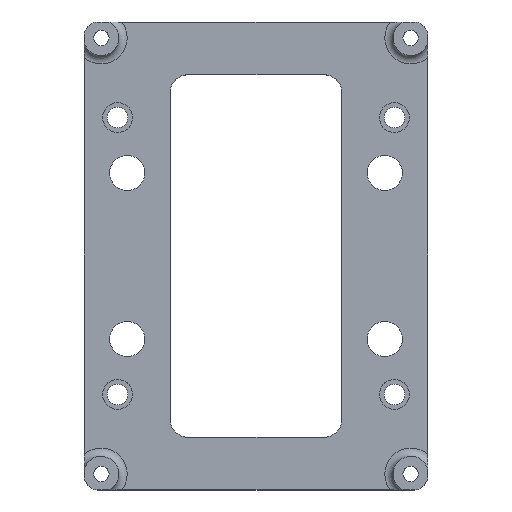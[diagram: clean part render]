
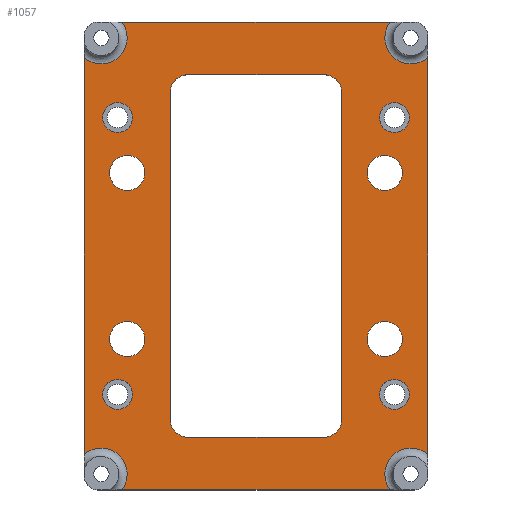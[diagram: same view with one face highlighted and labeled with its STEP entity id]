
A CAD part, top view. The second image highlights one B-rep face of the part: STEP entity #1057.
In plain terms, the highlighted planar face has unit normal (0, 0, 1).
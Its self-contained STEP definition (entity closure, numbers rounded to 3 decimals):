
#25=LINE('',#1745,#81);
#31=LINE('',#1760,#87);
#35=LINE('',#1772,#91);
#38=LINE('',#1781,#94);
#64=LINE('',#1900,#120);
#66=LINE('',#1903,#122);
#68=LINE('',#1906,#124);
#70=LINE('',#1909,#126);
#81=VECTOR('',#1335,10.);
#87=VECTOR('',#1349,10.);
#91=VECTOR('',#1361,10.);
#94=VECTOR('',#1372,10.);
#120=VECTOR('',#1504,10.);
#122=VECTOR('',#1508,10.);
#124=VECTOR('',#1512,10.);
#126=VECTOR('',#1516,10.);
#155=PLANE('',#1193);
#181=FACE_BOUND('',#342,.T.);
#182=FACE_BOUND('',#343,.T.);
#183=FACE_BOUND('',#344,.T.);
#184=FACE_BOUND('',#345,.T.);
#185=FACE_BOUND('',#346,.T.);
#186=FACE_BOUND('',#347,.T.);
#187=FACE_BOUND('',#348,.T.);
#188=FACE_BOUND('',#349,.T.);
#189=FACE_BOUND('',#350,.T.);
#259=FACE_OUTER_BOUND('',#341,.T.);
#341=EDGE_LOOP('',(#905,#906,#907,#908,#909,#910,#911,#912));
#342=EDGE_LOOP('',(#913));
#343=EDGE_LOOP('',(#914));
#344=EDGE_LOOP('',(#915));
#345=EDGE_LOOP('',(#916));
#346=EDGE_LOOP('',(#917,#918,#919,#920,#921,#922,#923,#924));
#347=EDGE_LOOP('',(#925));
#348=EDGE_LOOP('',(#926));
#349=EDGE_LOOP('',(#927));
#350=EDGE_LOOP('',(#928));
#366=CIRCLE('',#1063,2.7);
#369=CIRCLE('',#1068,2.7);
#372=CIRCLE('',#1073,2.7);
#375=CIRCLE('',#1078,2.7);
#382=CIRCLE('',#1091,4.675);
#385=CIRCLE('',#1096,4.675);
#388=CIRCLE('',#1101,4.675);
#391=CIRCLE('',#1106,4.675);
#401=CIRCLE('',#1122,3.175);
#403=CIRCLE('',#1126,3.175);
#405=CIRCLE('',#1130,3.175);
#407=CIRCLE('',#1134,3.175);
#433=CIRCLE('',#1178,3.175);
#435=CIRCLE('',#1181,3.175);
#437=CIRCLE('',#1184,3.175);
#439=CIRCLE('',#1187,3.175);
#442=VERTEX_POINT('',#1525);
#445=VERTEX_POINT('',#1533);
#448=VERTEX_POINT('',#1541);
#451=VERTEX_POINT('',#1549);
#457=VERTEX_POINT('',#1567);
#460=VERTEX_POINT('',#1583);
#463=VERTEX_POINT('',#1604);
#466=VERTEX_POINT('',#1620);
#469=VERTEX_POINT('',#1641);
#472=VERTEX_POINT('',#1657);
#475=VERTEX_POINT('',#1678);
#478=VERTEX_POINT('',#1694);
#489=VERTEX_POINT('',#1735);
#490=VERTEX_POINT('',#1736);
#493=VERTEX_POINT('',#1744);
#495=VERTEX_POINT('',#1750);
#496=VERTEX_POINT('',#1751);
#499=VERTEX_POINT('',#1762);
#500=VERTEX_POINT('',#1763);
#503=VERTEX_POINT('',#1774);
#537=VERTEX_POINT('',#1879);
#539=VERTEX_POINT('',#1884);
#541=VERTEX_POINT('',#1889);
#543=VERTEX_POINT('',#1894);
#546=EDGE_CURVE('',#442,#442,#366,.T.);
#549=EDGE_CURVE('',#445,#445,#369,.T.);
#552=EDGE_CURVE('',#448,#448,#372,.T.);
#555=EDGE_CURVE('',#451,#451,#375,.T.);
#564=EDGE_CURVE('',#460,#457,#382,.T.);
#571=EDGE_CURVE('',#466,#463,#385,.T.);
#578=EDGE_CURVE('',#472,#469,#388,.T.);
#585=EDGE_CURVE('',#478,#475,#391,.T.);
#597=EDGE_CURVE('',#489,#490,#401,.T.);
#601=EDGE_CURVE('',#493,#490,#25,.T.);
#604=EDGE_CURVE('',#495,#496,#403,.T.);
#609=EDGE_CURVE('',#489,#496,#31,.T.);
#610=EDGE_CURVE('',#499,#500,#405,.T.);
#615=EDGE_CURVE('',#495,#500,#35,.T.);
#616=EDGE_CURVE('',#493,#503,#407,.T.);
#620=EDGE_CURVE('',#499,#503,#38,.T.);
#669=EDGE_CURVE('',#537,#537,#433,.T.);
#671=EDGE_CURVE('',#539,#539,#435,.T.);
#673=EDGE_CURVE('',#541,#541,#437,.T.);
#675=EDGE_CURVE('',#543,#543,#439,.T.);
#678=EDGE_CURVE('',#478,#463,#64,.T.);
#680=EDGE_CURVE('',#472,#475,#66,.T.);
#682=EDGE_CURVE('',#460,#469,#68,.T.);
#684=EDGE_CURVE('',#466,#457,#70,.T.);
#905=ORIENTED_EDGE('',*,*,#564,.F.);
#906=ORIENTED_EDGE('',*,*,#682,.T.);
#907=ORIENTED_EDGE('',*,*,#578,.F.);
#908=ORIENTED_EDGE('',*,*,#680,.T.);
#909=ORIENTED_EDGE('',*,*,#585,.F.);
#910=ORIENTED_EDGE('',*,*,#678,.T.);
#911=ORIENTED_EDGE('',*,*,#571,.F.);
#912=ORIENTED_EDGE('',*,*,#684,.T.);
#913=ORIENTED_EDGE('',*,*,#546,.T.);
#914=ORIENTED_EDGE('',*,*,#549,.T.);
#915=ORIENTED_EDGE('',*,*,#552,.T.);
#916=ORIENTED_EDGE('',*,*,#555,.T.);
#917=ORIENTED_EDGE('',*,*,#609,.T.);
#918=ORIENTED_EDGE('',*,*,#604,.F.);
#919=ORIENTED_EDGE('',*,*,#615,.T.);
#920=ORIENTED_EDGE('',*,*,#610,.F.);
#921=ORIENTED_EDGE('',*,*,#620,.T.);
#922=ORIENTED_EDGE('',*,*,#616,.F.);
#923=ORIENTED_EDGE('',*,*,#601,.T.);
#924=ORIENTED_EDGE('',*,*,#597,.F.);
#925=ORIENTED_EDGE('',*,*,#675,.T.);
#926=ORIENTED_EDGE('',*,*,#673,.T.);
#927=ORIENTED_EDGE('',*,*,#671,.T.);
#928=ORIENTED_EDGE('',*,*,#669,.T.);
#1057=ADVANCED_FACE('',(#259,#181,#182,#183,#184,#185,#186,#187,#188,#189),
#155,.T.);
#1063=AXIS2_PLACEMENT_3D('',#1526,#1201,#1202);
#1068=AXIS2_PLACEMENT_3D('',#1534,#1211,#1212);
#1073=AXIS2_PLACEMENT_3D('',#1542,#1221,#1222);
#1078=AXIS2_PLACEMENT_3D('',#1550,#1231,#1232);
#1091=AXIS2_PLACEMENT_3D('',#1596,#1257,#1258);
#1096=AXIS2_PLACEMENT_3D('',#1633,#1269,#1270);
#1101=AXIS2_PLACEMENT_3D('',#1670,#1281,#1282);
#1106=AXIS2_PLACEMENT_3D('',#1707,#1293,#1294);
#1122=AXIS2_PLACEMENT_3D('',#1737,#1327,#1328);
#1126=AXIS2_PLACEMENT_3D('',#1752,#1340,#1341);
#1130=AXIS2_PLACEMENT_3D('',#1764,#1352,#1353);
#1134=AXIS2_PLACEMENT_3D('',#1775,#1364,#1365);
#1178=AXIS2_PLACEMENT_3D('',#1880,#1479,#1480);
#1181=AXIS2_PLACEMENT_3D('',#1885,#1485,#1486);
#1184=AXIS2_PLACEMENT_3D('',#1890,#1491,#1492);
#1187=AXIS2_PLACEMENT_3D('',#1895,#1497,#1498);
#1193=AXIS2_PLACEMENT_3D('',#1910,#1517,#1518);
#1201=DIRECTION('center_axis',(0.,0.,
-1.));
#1202=DIRECTION('ref_axis',(-1.,0.,0.));
#1211=DIRECTION('center_axis',(0.,0.,
-1.));
#1212=DIRECTION('ref_axis',(-1.,0.,0.));
#1221=DIRECTION('center_axis',(0.,0.,
-1.));
#1222=DIRECTION('ref_axis',(-1.,0.,0.));
#1231=DIRECTION('center_axis',(0.,0.,
-1.));
#1232=DIRECTION('ref_axis',(-1.,0.,0.));
#1257=DIRECTION('center_axis',(0.,0.,
1.));
#1258=DIRECTION('ref_axis',(-0.647,-0.763,0.));
#1269=DIRECTION('center_axis',(0.,0.,
1.));
#1270=DIRECTION('ref_axis',(-0.647,0.763,0.));
#1281=DIRECTION('center_axis',(0.,0.,
1.));
#1282=DIRECTION('ref_axis',(0.647,-0.763,0.));
#1293=DIRECTION('center_axis',(0.,0.,
1.));
#1294=DIRECTION('ref_axis',(0.647,0.763,0.));
#1327=DIRECTION('center_axis',(0.,0.,
1.));
#1328=DIRECTION('ref_axis',(0.707,0.707,0.));
#1335=DIRECTION('',(1.,0.,0.));
#1340=DIRECTION('center_axis',(0.,0.,
1.));
#1341=DIRECTION('ref_axis',(0.707,-0.707,0.));
#1349=DIRECTION('',(0.,-1.,0.));
#1352=DIRECTION('center_axis',(0.,0.,
1.));
#1353=DIRECTION('ref_axis',(-0.707,-0.707,0.));
#1361=DIRECTION('',(-1.,0.,0.));
#1364=DIRECTION('center_axis',(0.,0.,
1.));
#1365=DIRECTION('ref_axis',(-0.707,0.707,0.));
#1372=DIRECTION('',(0.,1.,0.));
#1479=DIRECTION('center_axis',(0.,0.,-1.));
#1480=DIRECTION('ref_axis',(-1.,0.,0.));
#1485=DIRECTION('center_axis',(0.,0.,-1.));
#1486=DIRECTION('ref_axis',(-1.,0.,0.));
#1491=DIRECTION('center_axis',(0.,0.,-1.));
#1492=DIRECTION('ref_axis',(-1.,0.,0.));
#1497=DIRECTION('center_axis',(0.,0.,-1.));
#1498=DIRECTION('ref_axis',(-1.,0.,0.));
#1504=DIRECTION('',(1.,0.,0.));
#1508=DIRECTION('',(0.,-1.,0.));
#1512=DIRECTION('',(-1.,0.,0.));
#1516=DIRECTION('',(0.,1.,0.));
#1517=DIRECTION('center_axis',(0.,0.,
1.));
#1518=DIRECTION('ref_axis',(-1.,0.,0.));
#1525=CARTESIAN_POINT('',(-52.3,-30.945,43.345));
#1526=CARTESIAN_POINT('Origin',(-55.,-30.945,43.345));
#1533=CARTESIAN_POINT('',(-52.3,19.055,43.345));
#1534=CARTESIAN_POINT('Origin',(-55.,19.055,43.345));
#1541=CARTESIAN_POINT('',(-2.3,-30.945,43.345));
#1542=CARTESIAN_POINT('Origin',(-5.,-30.945,43.345));
#1549=CARTESIAN_POINT('',(-2.3,19.055,43.345));
#1550=CARTESIAN_POINT('Origin',(-5.,19.055,43.345));
#1567=CARTESIAN_POINT('',(1.,29.891,43.345));
#1583=CARTESIAN_POINT('',(-5.743,36.305,43.345));
#1596=CARTESIAN_POINT('Origin',(-2.06,33.425,43.345));
#1604=CARTESIAN_POINT('',(-5.743,-48.195,43.345));
#1620=CARTESIAN_POINT('',(1.,-41.781,43.345));
#1633=CARTESIAN_POINT('Origin',(-2.06,-45.315,43.345));
#1641=CARTESIAN_POINT('',(-54.257,36.305,43.345));
#1657=CARTESIAN_POINT('',(-61.,29.891,43.345));
#1670=CARTESIAN_POINT('Origin',(-57.94,33.425,43.345));
#1678=CARTESIAN_POINT('',(-61.,-41.781,43.345));
#1694=CARTESIAN_POINT('',(-54.257,-48.195,43.345));
#1707=CARTESIAN_POINT('Origin',(-57.94,-45.315,43.345));
#1735=CARTESIAN_POINT('',(-14.51,23.605,43.345));
#1736=CARTESIAN_POINT('',(-17.685,26.78,43.345));
#1737=CARTESIAN_POINT('Origin',(-17.685,23.605,43.345));
#1744=CARTESIAN_POINT('',(-42.315,26.78,43.345));
#1745=CARTESIAN_POINT('',(-37.745,26.78,43.345));
#1750=CARTESIAN_POINT('',(-17.685,-38.67,43.345));
#1751=CARTESIAN_POINT('',(-14.51,-35.495,43.345));
#1752=CARTESIAN_POINT('Origin',(-17.685,-35.495,43.345));
#1760=CARTESIAN_POINT('',(-14.51,10.417,43.345));
#1762=CARTESIAN_POINT('',(-45.49,-35.495,43.345));
#1763=CARTESIAN_POINT('',(-42.315,-38.67,43.345));
#1764=CARTESIAN_POINT('Origin',(-42.315,-35.495,43.345));
#1772=CARTESIAN_POINT('',(-22.255,-38.67,43.345));
#1774=CARTESIAN_POINT('',(-45.49,23.605,43.345));
#1775=CARTESIAN_POINT('Origin',(-42.315,23.605,43.345));
#1781=CARTESIAN_POINT('',(-45.49,-22.308,43.345));
#1879=CARTESIAN_POINT('',(-50.07,9.055,43.345));
#1880=CARTESIAN_POINT('Origin',(-53.245,9.055,43.345));
#1884=CARTESIAN_POINT('',(-3.58,-20.945,43.345));
#1885=CARTESIAN_POINT('Origin',(-6.755,-20.945,43.345));
#1889=CARTESIAN_POINT('',(-3.58,9.055,43.345));
#1890=CARTESIAN_POINT('Origin',(-6.755,9.055,43.345));
#1894=CARTESIAN_POINT('',(-50.07,-20.945,43.345));
#1895=CARTESIAN_POINT('Origin',(-53.245,-20.945,43.345));
#1900=CARTESIAN_POINT('',(-1.413,-48.195,43.345));
#1903=CARTESIAN_POINT('',(-61.,-45.782,43.345));
#1906=CARTESIAN_POINT('',(-58.587,36.305,43.345));
#1909=CARTESIAN_POINT('',(1.,33.892,43.345));
#1910=CARTESIAN_POINT('Origin',(-30.,-5.945,43.345));
